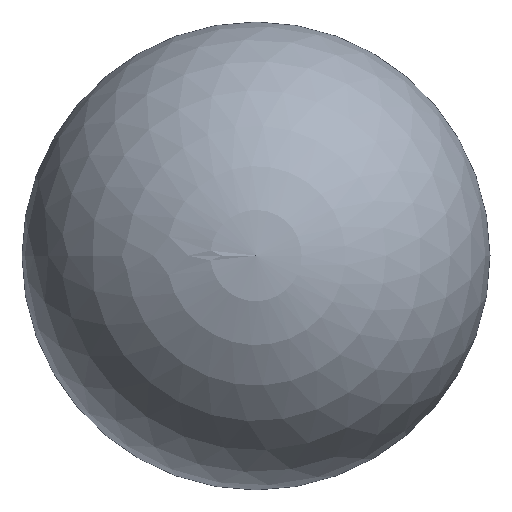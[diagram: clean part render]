
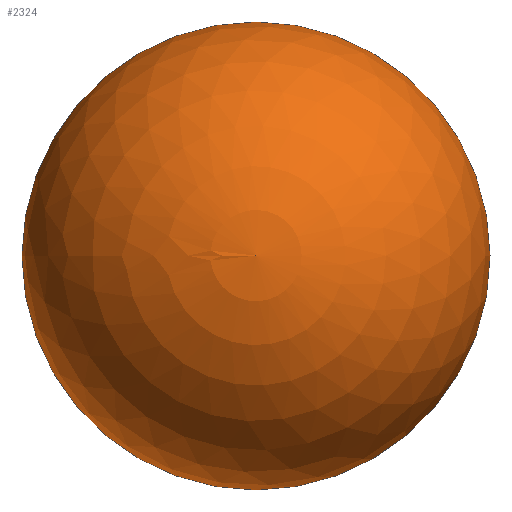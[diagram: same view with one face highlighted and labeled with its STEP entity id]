
A CAD part, top view. The second image highlights one B-rep face of the part: STEP entity #2324.
In plain terms, the highlighted spherical face has radius 45 mm.
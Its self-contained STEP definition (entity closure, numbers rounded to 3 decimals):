
#583 = CARTESIAN_POINT ( 'NONE',  ( 45., 0., 0. ) ) ;
#815 = DIRECTION ( 'NONE',  ( -1., 0., 0. ) ) ;
#1374 = EDGE_CURVE ( 'NONE', #3232, #6723, #5444, .T. ) ;
#1606 = AXIS2_PLACEMENT_3D ( 'NONE', #10004, #4880, #3221 ) ;
#1629 = DIRECTION ( 'NONE',  ( 0., 0., -1. ) ) ;
#2324 = ADVANCED_FACE ( 'NONE', ( #3399 ), #2887, .T. ) ;
#2887 = SPHERICAL_SURFACE ( 'NONE', #1606, 45. ) ;
#3174 = AXIS2_PLACEMENT_3D ( 'NONE', #10132, #1629, #815 ) ;
#3221 = DIRECTION ( 'NONE',  ( -1., 0., 0. ) ) ;
#3232 = VERTEX_POINT ( 'NONE', #583 ) ;
#3334 = CIRCLE ( 'NONE', #10518, 45. ) ;
#3399 = FACE_OUTER_BOUND ( 'NONE', #8185, .T. ) ;
#3699 = ORIENTED_EDGE ( 'NONE', *, *, #1374, .F. ) ;
#4880 = DIRECTION ( 'NONE',  ( 0., 0., 1. ) ) ;
#5444 = CIRCLE ( 'NONE', #3174, 45. ) ;
#5799 = EDGE_CURVE ( 'NONE', #6723, #3232, #3334, .T. ) ;
#6723 = VERTEX_POINT ( 'NONE', #9735 ) ;
#6902 = ORIENTED_EDGE ( 'NONE', *, *, #5799, .F. ) ;
#7409 = DIRECTION ( 'NONE',  ( -1., 0., 0. ) ) ;
#8185 = EDGE_LOOP ( 'NONE', ( #6902, #3699 ) ) ;
#8374 = DIRECTION ( 'NONE',  ( 0., 0., -1. ) ) ;
#9735 = CARTESIAN_POINT ( 'NONE',  ( -45., 0., 0. ) ) ;
#10004 = CARTESIAN_POINT ( 'NONE',  ( 0., 0., 0. ) ) ;
#10132 = CARTESIAN_POINT ( 'NONE',  ( 0., 0., 0. ) ) ;
#10518 = AXIS2_PLACEMENT_3D ( 'NONE', #10857, #8374, #7409 ) ;
#10857 = CARTESIAN_POINT ( 'NONE',  ( 0., 0., 0. ) ) ;
